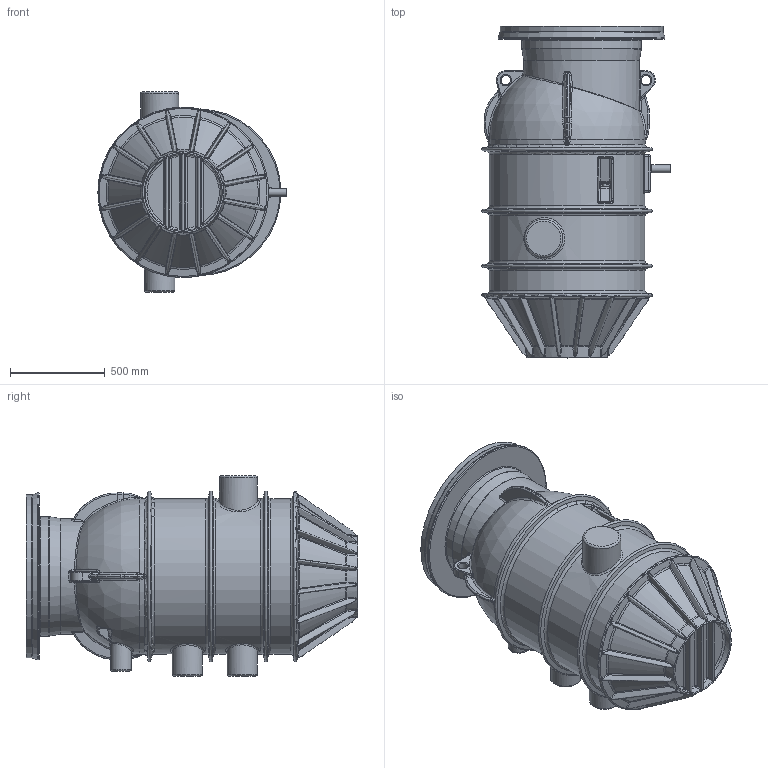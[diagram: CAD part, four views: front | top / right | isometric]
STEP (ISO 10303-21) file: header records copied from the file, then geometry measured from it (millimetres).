
FILE_DESCRIPTION(/* description */ (''),/* implementation_level */ '2;1');
FILE_NAME(/* name */ '1000320264c3d001_03.stp',/* time_stamp */ '2023-08-28T15:57:47+02:00',/* author */ (''),/* organization */ ('WILO SE'),/* preprocessor_version */ 'ST-DEVELOPER v16.7',/* originating_system */ 'SIEMENS PLM Software NX 12.0',/* authorisation */ '');
FILE_SCHEMA (('AUTOMOTIVE_DESIGN { 1 0 10303 214 3 1 1 1 }'));
Products named in the file (1): Hild087011143eia
Bounding box: 993.21 x 1750 x 1056 mm (x, y, z)
Volume: 51683998.6 mm3; surface area: 12950881.2 mm2
Topology: 42 solids, 44 shells, 3042 faces, 7572 edges, 4604 vertices
Faces by surface type: plane 1004, bspline 996, cylinder 542, cone 232, torus 192, sphere 72, revolution 4
Full cylindrical faces by diameter (mm): 5 x2, 6.2 x2, 8.376 x4, 8.4 x3, 9 x2, 10 x3, 10.5 x2, 11 x2, 13.835 x4, 16 x4, 17 x8, 20 x3, 22 x1, 22.5 x4, 24 x2, 26 x1, 30 x10, 30.291 x1, 32 x1, 36 x4, 36.4 x1, 38.952 x2, 41.91 x3, 42.1 x1, 42.2 x2, 42.4 x3, 47.8 x1, 48 x2, 50 x4, 51 x1
Entity records: 176079 total; most frequent: CARTESIAN_POINT 112378, ORIENTED_EDGE 14242, DIRECTION 10873, EDGE_CURVE 7121, VERTEX_POINT 4516, AXIS2_PLACEMENT_3D 4249, EDGE_LOOP 3465, ADVANCED_FACE 3041
